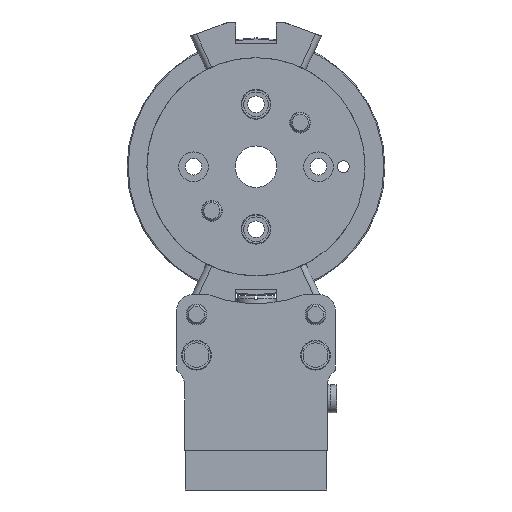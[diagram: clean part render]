
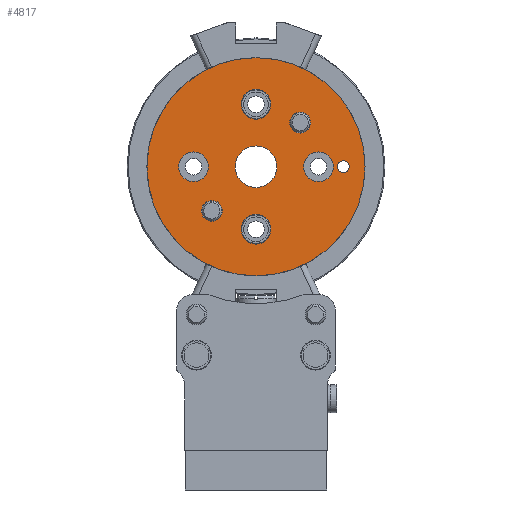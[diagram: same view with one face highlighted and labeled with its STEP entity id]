
A CAD part, front view. The second image highlights one B-rep face of the part: STEP entity #4817.
In plain terms, the highlighted planar face has unit normal (0, -1, 0).
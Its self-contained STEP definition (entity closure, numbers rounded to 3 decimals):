
#163=PLANE('',#5264);
#401=CIRCLE('',#5238,55.);
#419=CIRCLE('',#5265,10.5);
#420=CIRCLE('',#5266,7.5);
#421=CIRCLE('',#5267,3.);
#422=CIRCLE('',#5268,5.25);
#423=CIRCLE('',#5269,5.25);
#424=CIRCLE('',#5270,7.5);
#425=CIRCLE('',#5271,7.5);
#426=CIRCLE('',#5272,7.5);
#701=ORIENTED_EDGE('',*,*,#1994,.F.);
#702=ORIENTED_EDGE('',*,*,#1995,.F.);
#703=ORIENTED_EDGE('',*,*,#1996,.F.);
#704=ORIENTED_EDGE('',*,*,#1997,.F.);
#705=ORIENTED_EDGE('',*,*,#1998,.F.);
#706=ORIENTED_EDGE('',*,*,#1999,.F.);
#707=ORIENTED_EDGE('',*,*,#2000,.F.);
#708=ORIENTED_EDGE('',*,*,#2001,.F.);
#709=ORIENTED_EDGE('',*,*,#1968,.T.);
#1968=EDGE_CURVE('',#2619,#2619,#401,.T.);
#1994=EDGE_CURVE('',#2640,#2640,#419,.T.);
#1995=EDGE_CURVE('',#2641,#2641,#420,.F.);
#1996=EDGE_CURVE('',#2642,#2642,#421,.T.);
#1997=EDGE_CURVE('',#2643,#2643,#422,.T.);
#1998=EDGE_CURVE('',#2644,#2644,#423,.T.);
#1999=EDGE_CURVE('',#2645,#2645,#424,.T.);
#2000=EDGE_CURVE('',#2646,#2646,#425,.T.);
#2001=EDGE_CURVE('',#2647,#2647,#426,.T.);
#2619=VERTEX_POINT('',#7445);
#2640=VERTEX_POINT('',#7509);
#2641=VERTEX_POINT('',#7511);
#2642=VERTEX_POINT('',#7513);
#2643=VERTEX_POINT('',#7515);
#2644=VERTEX_POINT('',#7517);
#2645=VERTEX_POINT('',#7519);
#2646=VERTEX_POINT('',#7521);
#2647=VERTEX_POINT('',#7523);
#3755=EDGE_LOOP('',(#701));
#3756=EDGE_LOOP('',(#702));
#3757=EDGE_LOOP('',(#703));
#3758=EDGE_LOOP('',(#704));
#3759=EDGE_LOOP('',(#705));
#3760=EDGE_LOOP('',(#706));
#3761=EDGE_LOOP('',(#707));
#3762=EDGE_LOOP('',(#708));
#3763=EDGE_LOOP('',(#709));
#4239=FACE_BOUND('',#3755,.T.);
#4240=FACE_BOUND('',#3756,.T.);
#4241=FACE_BOUND('',#3757,.T.);
#4242=FACE_BOUND('',#3758,.T.);
#4243=FACE_BOUND('',#3759,.T.);
#4244=FACE_BOUND('',#3760,.T.);
#4245=FACE_BOUND('',#3761,.T.);
#4246=FACE_BOUND('',#3762,.T.);
#4247=FACE_BOUND('',#3763,.T.);
#4817=ADVANCED_FACE('',(#4239,#4240,#4241,#4242,#4243,#4244,#4245,#4246,
#4247),#163,.F.);
#5238=AXIS2_PLACEMENT_3D('',#7444,#5869,#5870);
#5264=AXIS2_PLACEMENT_3D('',#7507,#5927,#5928);
#5265=AXIS2_PLACEMENT_3D('',#7508,#5929,#5930);
#5266=AXIS2_PLACEMENT_3D('',#7510,#5931,#5932);
#5267=AXIS2_PLACEMENT_3D('',#7512,#5933,#5934);
#5268=AXIS2_PLACEMENT_3D('',#7514,#5935,#5936);
#5269=AXIS2_PLACEMENT_3D('',#7516,#5937,#5938);
#5270=AXIS2_PLACEMENT_3D('',#7518,#5939,#5940);
#5271=AXIS2_PLACEMENT_3D('',#7520,#5941,#5942);
#5272=AXIS2_PLACEMENT_3D('',#7522,#5943,#5944);
#5869=DIRECTION('',(0.,-1.,0.));
#5870=DIRECTION('',(0.,0.,-1.));
#5927=DIRECTION('',(0.,1.,0.));
#5928=DIRECTION('',(0.,0.,1.));
#5929=DIRECTION('',(0.,-1.,0.));
#5930=DIRECTION('',(0.,0.,-1.));
#5931=DIRECTION('',(0.,1.,0.));
#5932=DIRECTION('',(0.,0.,1.));
#5933=DIRECTION('',(0.,-1.,0.));
#5934=DIRECTION('',(0.,0.,-1.));
#5935=DIRECTION('',(0.,-1.,0.));
#5936=DIRECTION('',(0.,0.,-1.));
#5937=DIRECTION('',(0.,-1.,0.));
#5938=DIRECTION('',(0.,0.,-1.));
#5939=DIRECTION('',(0.,-1.,0.));
#5940=DIRECTION('',(0.,0.,-1.));
#5941=DIRECTION('',(0.,-1.,0.));
#5942=DIRECTION('',(0.,0.,-1.));
#5943=DIRECTION('',(0.,-1.,0.));
#5944=DIRECTION('',(0.,0.,-1.));
#7444=CARTESIAN_POINT('',(0.,0.,0.));
#7445=CARTESIAN_POINT('',(0.,0.,-55.));
#7507=CARTESIAN_POINT('',(55.,0.,0.));
#7508=CARTESIAN_POINT('',(0.,0.,0.));
#7509=CARTESIAN_POINT('',(0.,0.,-10.5));
#7510=CARTESIAN_POINT('',(31.5,0.,0.));
#7511=CARTESIAN_POINT('',(31.5,0.,7.5));
#7512=CARTESIAN_POINT('',(0.,0.,-44.));
#7513=CARTESIAN_POINT('',(0.,0.,-47.));
#7514=CARTESIAN_POINT('',(-22.274,0.,22.274));
#7515=CARTESIAN_POINT('',(-22.274,0.,17.024));
#7516=CARTESIAN_POINT('',(22.274,0.,-22.274));
#7517=CARTESIAN_POINT('',(22.274,0.,-27.524));
#7518=CARTESIAN_POINT('',(0.,0.,31.5));
#7519=CARTESIAN_POINT('',(0.,0.,24.));
#7520=CARTESIAN_POINT('',(0.,0.,-31.5));
#7521=CARTESIAN_POINT('',(0.,0.,-39.));
#7522=CARTESIAN_POINT('',(-31.5,0.,0.));
#7523=CARTESIAN_POINT('',(-31.5,0.,-7.5));
